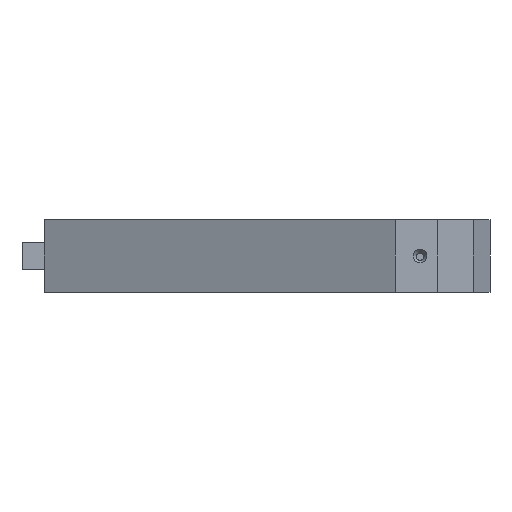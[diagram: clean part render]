
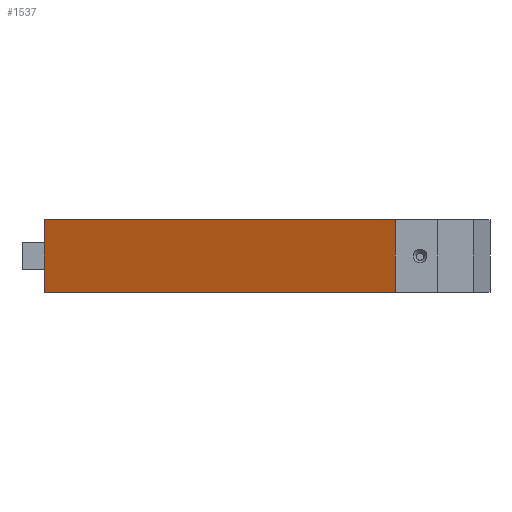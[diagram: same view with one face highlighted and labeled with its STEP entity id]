
A CAD part, front view. The second image highlights one B-rep face of the part: STEP entity #1537.
In plain terms, the highlighted planar face has unit normal (-0.407, -0.913, 0).
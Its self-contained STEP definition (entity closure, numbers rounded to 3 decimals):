
#108=PLANE('',#1702);
#183=FACE_OUTER_BOUND('',#309,.T.);
#309=EDGE_LOOP('',(#1426,#1427,#1428,#1429));
#337=LINE('',#2233,#478);
#363=LINE('',#2313,#504);
#414=LINE('',#2473,#555);
#436=LINE('',#2540,#577);
#478=VECTOR('',#1794,10.);
#504=VECTOR('',#1858,10.);
#555=VECTOR('',#2027,10.);
#577=VECTOR('',#2087,10.);
#702=VERTEX_POINT('',#2230);
#703=VERTEX_POINT('',#2232);
#737=VERTEX_POINT('',#2310);
#738=VERTEX_POINT('',#2312);
#849=EDGE_CURVE('',#702,#703,#337,.T.);
#889=EDGE_CURVE('',#738,#737,#363,.T.);
#967=EDGE_CURVE('',#738,#702,#414,.T.);
#994=EDGE_CURVE('',#737,#703,#436,.T.);
#1426=ORIENTED_EDGE('',*,*,#994,.T.);
#1427=ORIENTED_EDGE('',*,*,#849,.F.);
#1428=ORIENTED_EDGE('',*,*,#967,.F.);
#1429=ORIENTED_EDGE('',*,*,#889,.T.);
#1537=ADVANCED_FACE('',(#183),#108,.T.);
#1702=AXIS2_PLACEMENT_3D('',#2573,#2128,#2129);
#1794=DIRECTION('',(0.913,-0.407,0.));
#1858=DIRECTION('',(0.913,-0.407,0.));
#2027=DIRECTION('',(0.,0.,1.));
#2087=DIRECTION('',(0.,0.,1.));
#2128=DIRECTION('center_axis',(-0.407,-0.913,0.));
#2129=DIRECTION('ref_axis',(0.913,-0.407,0.));
#2230=CARTESIAN_POINT('',(0.,107.,20.5));
#2232=CARTESIAN_POINT('',(198.74,18.395,20.5));
#2233=CARTESIAN_POINT('',(0.,107.,20.5));
#2310=CARTESIAN_POINT('',(198.74,18.395,-20.5));
#2312=CARTESIAN_POINT('',(0.,107.,-20.5));
#2313=CARTESIAN_POINT('',(240.,0.,-20.5));
#2473=CARTESIAN_POINT('',(0.,107.,0.));
#2540=CARTESIAN_POINT('',(198.74,18.395,-10.25));
#2573=CARTESIAN_POINT('Origin',(0.,107.,0.));
